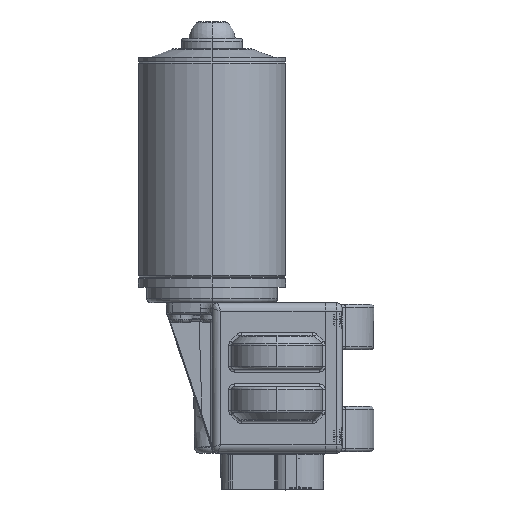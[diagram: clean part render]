
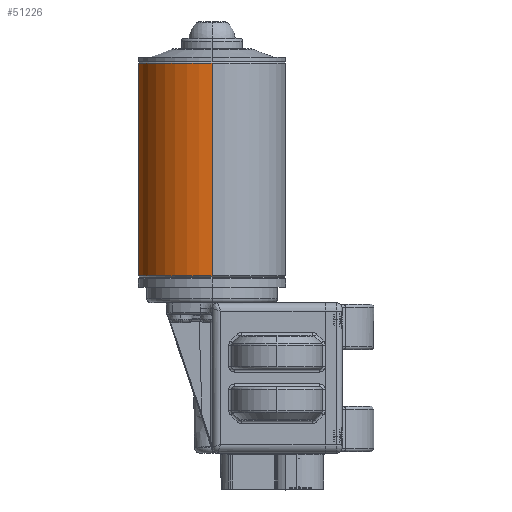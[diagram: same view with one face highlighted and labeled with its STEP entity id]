
A CAD part, left-side view. The second image highlights one B-rep face of the part: STEP entity #51226.
In plain terms, the highlighted cylindrical face has radius 26 mm (diameter 52 mm), a partial arc.
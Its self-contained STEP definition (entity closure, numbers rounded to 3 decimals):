
#2865 = CYLINDRICAL_SURFACE ( 'NONE', #35258, 26. ) ;
#8175 = CARTESIAN_POINT ( 'NONE',  ( 26., 22.9, 36. ) ) ;
#8191 = CIRCLE ( 'NONE', #68968, 26. ) ;
#8994 = CARTESIAN_POINT ( 'NONE',  ( 0., 22.9, 125.5 ) ) ;
#9186 = CARTESIAN_POINT ( 'NONE',  ( 26., 22.9, 125.5 ) ) ;
#14543 = VECTOR ( 'NONE', #45152, 1000. ) ;
#16311 = ORIENTED_EDGE ( 'NONE', *, *, #48323, .F. ) ;
#18638 = FACE_OUTER_BOUND ( 'NONE', #25175, .T. ) ;
#20023 = VERTEX_POINT ( 'NONE', #8175 ) ;
#20164 = DIRECTION ( 'NONE',  ( 0., 0., 1. ) ) ;
#21559 = DIRECTION ( 'NONE',  ( 0., 0., 1. ) ) ;
#21957 = CARTESIAN_POINT ( 'NONE',  ( 0., 22.9, 111. ) ) ;
#25175 = EDGE_LOOP ( 'NONE', ( #36169, #46649, #16311, #67574 ) ) ;
#27115 = DIRECTION ( 'NONE',  ( 0., 0., 1. ) ) ;
#27684 = VERTEX_POINT ( 'NONE', #63950 ) ;
#27858 = VERTEX_POINT ( 'NONE', #65989 ) ;
#29239 = CIRCLE ( 'NONE', #58904, 26. ) ;
#31683 = VECTOR ( 'NONE', #38660, 1000. ) ;
#35258 = AXIS2_PLACEMENT_3D ( 'NONE', #8994, #20164, #38719 ) ;
#36169 = ORIENTED_EDGE ( 'NONE', *, *, #71263, .T. ) ;
#38660 = DIRECTION ( 'NONE',  ( 0., 0., 1. ) ) ;
#38719 = DIRECTION ( 'NONE',  ( 1., 0., 0. ) ) ;
#40394 = LINE ( 'NONE', #9186, #14543 ) ;
#45152 = DIRECTION ( 'NONE',  ( 0., 0., 1. ) ) ;
#46649 = ORIENTED_EDGE ( 'NONE', *, *, #68625, .T. ) ;
#47884 = CARTESIAN_POINT ( 'NONE',  ( -26., 22.9, 111. ) ) ;
#48323 = EDGE_CURVE ( 'NONE', #27684, #69482, #29239, .T. ) ;
#49323 = LINE ( 'NONE', #68328, #31683 ) ;
#51226 = ADVANCED_FACE ( 'NONE', ( #18638 ), #2865, .T. ) ;
#56524 = CARTESIAN_POINT ( 'NONE',  ( 0., 22.9, 36. ) ) ;
#56783 = DIRECTION ( 'NONE',  ( 1., 0., 0. ) ) ;
#58904 = AXIS2_PLACEMENT_3D ( 'NONE', #21957, #27115, #74648 ) ;
#63950 = CARTESIAN_POINT ( 'NONE',  ( 26., 22.9, 111. ) ) ;
#65989 = CARTESIAN_POINT ( 'NONE',  ( -26., 22.9, 36. ) ) ;
#67574 = ORIENTED_EDGE ( 'NONE', *, *, #76389, .F. ) ;
#68328 = CARTESIAN_POINT ( 'NONE',  ( -26., 22.9, 125.5 ) ) ;
#68625 = EDGE_CURVE ( 'NONE', #27858, #69482, #49323, .T. ) ;
#68968 = AXIS2_PLACEMENT_3D ( 'NONE', #56524, #21559, #56783 ) ;
#69482 = VERTEX_POINT ( 'NONE', #47884 ) ;
#71263 = EDGE_CURVE ( 'NONE', #20023, #27858, #8191, .T. ) ;
#74648 = DIRECTION ( 'NONE',  ( 1., 0., 0. ) ) ;
#76389 = EDGE_CURVE ( 'NONE', #20023, #27684, #40394, .T. ) ;
